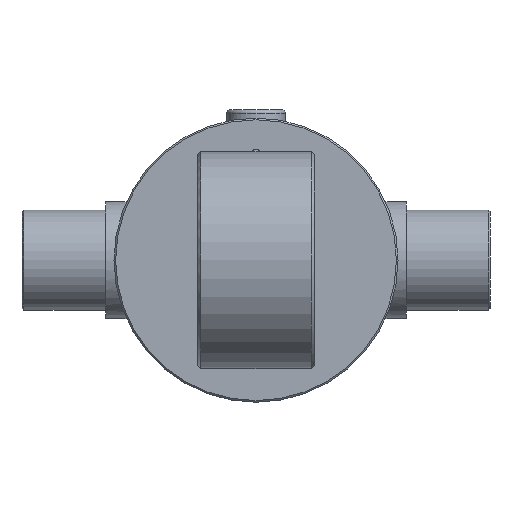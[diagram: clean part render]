
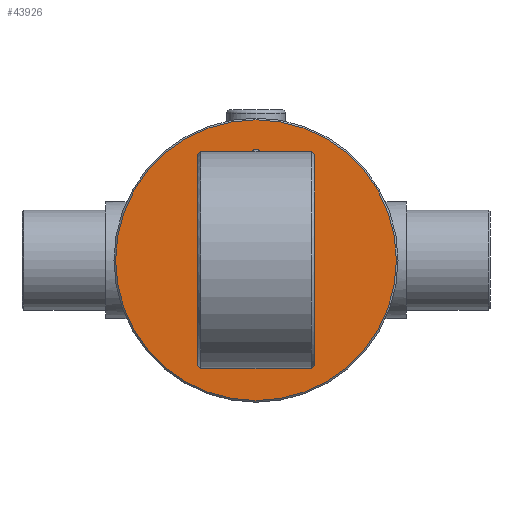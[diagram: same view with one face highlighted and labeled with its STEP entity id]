
A CAD part, front view. The second image highlights one B-rep face of the part: STEP entity #43926.
In plain terms, the highlighted planar face has unit normal (0, -1, 0).
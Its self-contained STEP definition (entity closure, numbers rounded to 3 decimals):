
#43892=CARTESIAN_POINT('',(0.,-429.,84.));
#43893=VERTEX_POINT('',#43892);
#43894=CARTESIAN_POINT('',(0.0,-429.,0.));
#43895=DIRECTION('',(0.0,1.0,0.0));
#43896=DIRECTION('',(0.0,0.0,-1.0));
#43897=AXIS2_PLACEMENT_3D('',#43894,#43895,#43896);
#43898=CIRCLE('',#43897,84.);
#43899=EDGE_CURVE('',#43893,#43893,#43898,.T.);
#43907=CARTESIAN_POINT('',(0.0,-429.,59.5));
#43908=DIRECTION('',(0.0,-1.0,0.0));
#43909=DIRECTION('',(0.0,0.0,-1.0));
#43910=AXIS2_PLACEMENT_3D('',#43907,#43908,#43909);
#43911=PLANE('',#43910);
#43912=ORIENTED_EDGE('',*,*,#43899,.F.);
#43913=EDGE_LOOP('',(#43912));
#43914=FACE_OUTER_BOUND('',#43913,.T.);
#43915=CARTESIAN_POINT('',(0.0,-429.,34.));
#43916=VERTEX_POINT('',#43915);
#43917=CARTESIAN_POINT('',(0.0,-429.,0.));
#43918=DIRECTION('',(0.0,1.0,0.0));
#43919=DIRECTION('',(0.0,0.0,1.0));
#43920=AXIS2_PLACEMENT_3D('',#43917,#43918,#43919);
#43921=CIRCLE('',#43920,34.);
#43922=EDGE_CURVE('',#43916,#43916,#43921,.T.);
#43923=ORIENTED_EDGE('',*,*,#43922,.T.);
#43924=EDGE_LOOP('',(#43923));
#43925=FACE_BOUND('',#43924,.T.);
#43926=ADVANCED_FACE('',(#43914,#43925),#43911,.T.);
